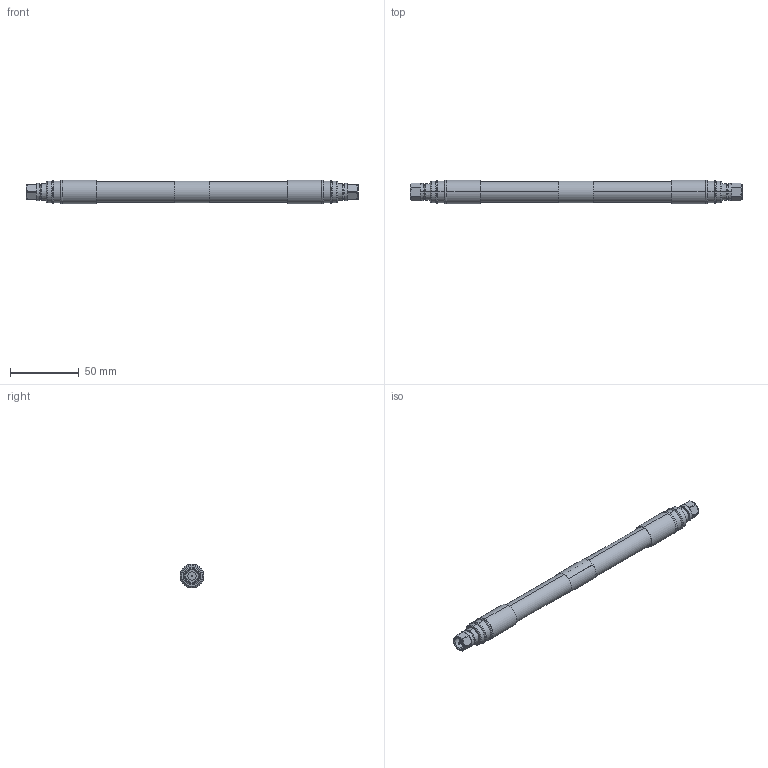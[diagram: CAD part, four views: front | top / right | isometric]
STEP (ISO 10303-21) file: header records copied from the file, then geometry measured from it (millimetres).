
FILE_DESCRIPTION (( 'STEP AP214' ), '1' );
FILE_NAME ('FMCA100034_3D.step', '2024-06-17T20:56:32', ( '' ), ( '' ), 'SwSTEP 2.0', 'SolidWorks 2022', '' );
FILE_SCHEMA (( 'AUTOMOTIVE_DESIGN' ));
Length unit declared in the file: inch
Products named in the file (4): LMR-600-75-DB; EZ-600-FM-75-X_PE; FMCA100034_3D; 1AW01-003_.63 x 1" LENGTH
Assembly tree (4 placements, depth 2):
  FMCA100034_3D
    LMR-600-75-DB
    1AW01-003_.63 x 1" LENGTH
    EZ-600-FM-75-X_PE  x2
Bounding box: 242.2 x 17.51 x 17.51 mm (x, y, z)
Volume: 39670.8 mm3; surface area: 21556.8 mm2
Topology: 6 solids, 6 shells, 188 faces, 430 edges, 270 vertices
Faces by surface type: cone 72, cylinder 62, plane 52, sphere 2
Entity records: 3043 total; most frequent: DIRECTION 546, CARTESIAN_POINT 516, ORIENTED_EDGE 444, AXIS2_PLACEMENT_3D 226, EDGE_CURVE 222, VERTEX_POINT 140, CIRCLE 120, EDGE_LOOP 112
